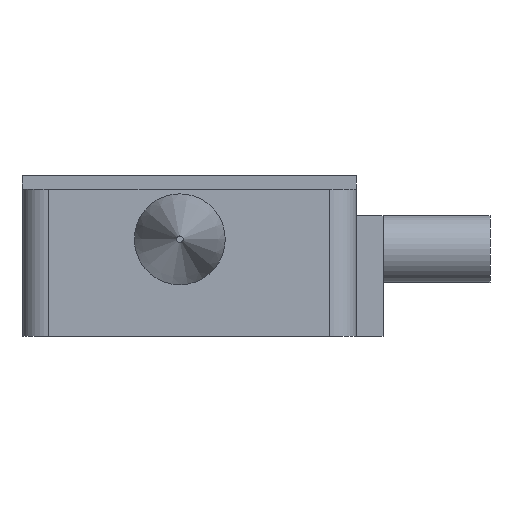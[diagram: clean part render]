
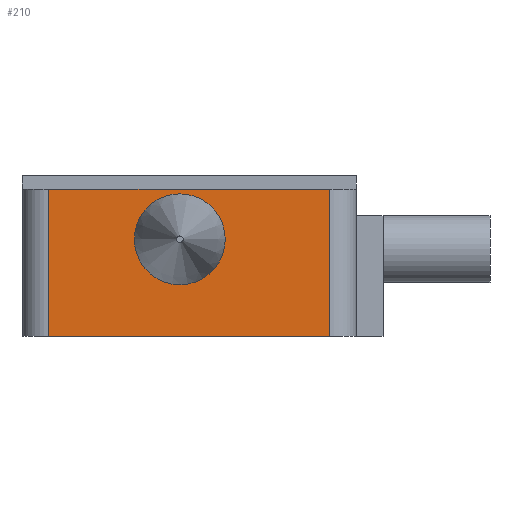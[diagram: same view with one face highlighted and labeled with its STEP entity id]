
A CAD part, left-side view. The second image highlights one B-rep face of the part: STEP entity #210.
In plain terms, the highlighted planar face has unit normal (-1, 0, 0).
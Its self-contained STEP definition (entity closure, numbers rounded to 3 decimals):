
#22 = DIRECTION ( 'NONE',  ( 0., -1., 0. ) ) ;
#33 = DIRECTION ( 'NONE',  ( 1., 0., 0. ) ) ;
#48 = DIRECTION ( 'NONE',  ( 0., 1., 0. ) ) ;
#95 = ORIENTED_EDGE ( 'NONE', *, *, #676, .F. ) ;
#181 = CARTESIAN_POINT ( 'NONE',  ( -30., 10.5, 12. ) ) ;
#189 = LINE ( 'NONE', #487, #351 ) ;
#210 = ADVANCED_FACE ( 'NONE', ( #405, #493 ), #552, .F. ) ;
#252 = LINE ( 'NONE', #800, #579 ) ;
#266 = LINE ( 'NONE', #181, #416 ) ;
#284 = EDGE_CURVE ( 'NONE', #782, #782, #846, .T. ) ;
#285 = CARTESIAN_POINT ( 'NONE',  ( -30., 10.5, 0. ) ) ;
#295 = EDGE_CURVE ( 'NONE', #807, #613, #189, .T. ) ;
#327 = DIRECTION ( 'NONE',  ( 0., 0., -1. ) ) ;
#329 = DIRECTION ( 'NONE',  ( 0., 1., 0. ) ) ;
#331 = CARTESIAN_POINT ( 'NONE',  ( -30., -10.5, 11. ) ) ;
#339 = CARTESIAN_POINT ( 'NONE',  ( -30., -10.5, 0. ) ) ;
#351 = VECTOR ( 'NONE', #791, 1000. ) ;
#366 = LINE ( 'NONE', #951, #752 ) ;
#373 = VERTEX_POINT ( 'NONE', #285 ) ;
#401 = ORIENTED_EDGE ( 'NONE', *, *, #448, .T. ) ;
#402 = CARTESIAN_POINT ( 'NONE',  ( -30., 4.1, 7.25 ) ) ;
#405 = FACE_BOUND ( 'NONE', #874, .T. ) ;
#414 = CARTESIAN_POINT ( 'NONE',  ( -30., 12.5, 12. ) ) ;
#416 = VECTOR ( 'NONE', #327, 1000. ) ;
#422 = DIRECTION ( 'NONE',  ( 0., -1., 0. ) ) ;
#448 = EDGE_CURVE ( 'NONE', #373, #807, #366, .T. ) ;
#465 = AXIS2_PLACEMENT_3D ( 'NONE', #414, #718, #48 ) ;
#487 = CARTESIAN_POINT ( 'NONE',  ( -30., -10.5, 12. ) ) ;
#493 = FACE_OUTER_BOUND ( 'NONE', #625, .T. ) ;
#526 = VERTEX_POINT ( 'NONE', #677 ) ;
#552 = PLANE ( 'NONE',  #465 ) ;
#561 = ORIENTED_EDGE ( 'NONE', *, *, #284, .T. ) ;
#577 = AXIS2_PLACEMENT_3D ( 'NONE', #708, #33, #329 ) ;
#579 = VECTOR ( 'NONE', #22, 1000. ) ;
#613 = VERTEX_POINT ( 'NONE', #331 ) ;
#625 = EDGE_LOOP ( 'NONE', ( #95, #935, #401, #775 ) ) ;
#628 = EDGE_CURVE ( 'NONE', #526, #373, #266, .T. ) ;
#676 = EDGE_CURVE ( 'NONE', #526, #613, #252, .T. ) ;
#677 = CARTESIAN_POINT ( 'NONE',  ( -30., 10.5, 11. ) ) ;
#708 = CARTESIAN_POINT ( 'NONE',  ( -30., 0.7, 7.25 ) ) ;
#718 = DIRECTION ( 'NONE',  ( 1., 0., 0. ) ) ;
#752 = VECTOR ( 'NONE', #422, 1000. ) ;
#775 = ORIENTED_EDGE ( 'NONE', *, *, #295, .T. ) ;
#782 = VERTEX_POINT ( 'NONE', #402 ) ;
#791 = DIRECTION ( 'NONE',  ( 0., 0., 1. ) ) ;
#800 = CARTESIAN_POINT ( 'NONE',  ( -30., 12.5, 11. ) ) ;
#807 = VERTEX_POINT ( 'NONE', #339 ) ;
#846 = CIRCLE ( 'NONE', #577, 3.4 ) ;
#874 = EDGE_LOOP ( 'NONE', ( #561 ) ) ;
#935 = ORIENTED_EDGE ( 'NONE', *, *, #628, .T. ) ;
#951 = CARTESIAN_POINT ( 'NONE',  ( -30., 12.5, 0. ) ) ;
